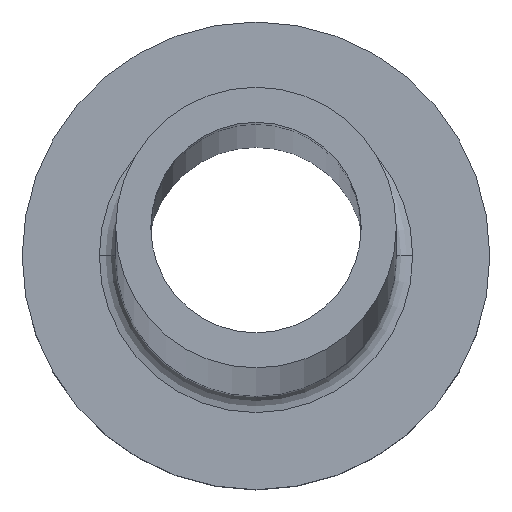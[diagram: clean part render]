
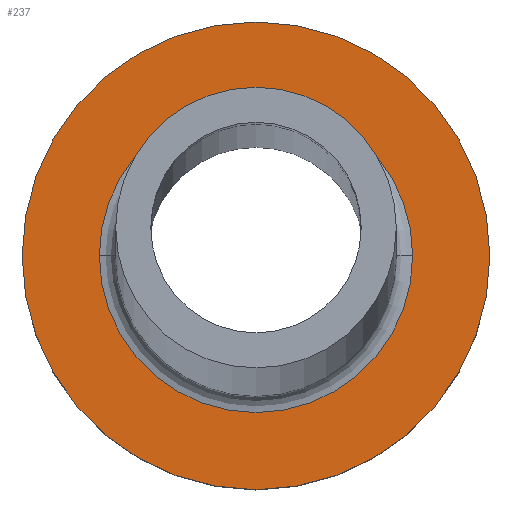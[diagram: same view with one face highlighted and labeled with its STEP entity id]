
A CAD part, top view. The second image highlights one B-rep face of the part: STEP entity #237.
In plain terms, the highlighted planar face has unit normal (0, 0, 1).
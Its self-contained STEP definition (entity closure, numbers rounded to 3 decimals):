
#3 = DIRECTION ( 'NONE',  ( 0., 0., -1. ) ) ;
#4 = EDGE_CURVE ( 'NONE', #301, #63, #240, .T. ) ;
#16 = ORIENTED_EDGE ( 'NONE', *, *, #4, .T. ) ;
#38 = CARTESIAN_POINT ( 'NONE',  ( 0., 0., 7. ) ) ;
#57 = CARTESIAN_POINT ( 'NONE',  ( 0., 0., 7. ) ) ;
#63 = VERTEX_POINT ( 'NONE', #365 ) ;
#69 = DIRECTION ( 'NONE',  ( 0., 0., -1. ) ) ;
#71 = CARTESIAN_POINT ( 'NONE',  ( 0., 0., 7. ) ) ;
#73 = EDGE_CURVE ( 'NONE', #245, #235, #93, .T. ) ;
#78 = CARTESIAN_POINT ( 'NONE',  ( -10., 0., 7. ) ) ;
#79 = CARTESIAN_POINT ( 'NONE',  ( 0., 0., 7. ) ) ;
#93 = CIRCLE ( 'NONE', #432, 6.7 ) ;
#98 = PLANE ( 'NONE',  #286 ) ;
#99 = ORIENTED_EDGE ( 'NONE', *, *, #170, .T. ) ;
#102 = EDGE_LOOP ( 'NONE', ( #16, #99 ) ) ;
#105 = ORIENTED_EDGE ( 'NONE', *, *, #73, .T. ) ;
#150 = DIRECTION ( 'NONE',  ( 1., 0., 0. ) ) ;
#170 = EDGE_CURVE ( 'NONE', #63, #301, #190, .T. ) ;
#177 = EDGE_CURVE ( 'NONE', #235, #245, #319, .T. ) ;
#182 = CARTESIAN_POINT ( 'NONE',  ( 6.7, 0., 7. ) ) ;
#189 = CARTESIAN_POINT ( 'NONE',  ( 0., 0., 7. ) ) ;
#190 = CIRCLE ( 'NONE', #439, 10. ) ;
#203 = DIRECTION ( 'NONE',  ( 0., 0., 1. ) ) ;
#217 = DIRECTION ( 'NONE',  ( 1., 0., 0. ) ) ;
#235 = VERTEX_POINT ( 'NONE', #182 ) ;
#237 = ADVANCED_FACE ( 'NONE', ( #392, #380 ), #98, .T. ) ;
#238 = DIRECTION ( 'NONE',  ( 1., 0., 0. ) ) ;
#240 = CIRCLE ( 'NONE', #381, 10. ) ;
#245 = VERTEX_POINT ( 'NONE', #352 ) ;
#265 = ORIENTED_EDGE ( 'NONE', *, *, #177, .T. ) ;
#286 = AXIS2_PLACEMENT_3D ( 'NONE', #71, #309, #327 ) ;
#297 = DIRECTION ( 'NONE',  ( 1., 0., 0. ) ) ;
#301 = VERTEX_POINT ( 'NONE', #78 ) ;
#309 = DIRECTION ( 'NONE',  ( 0., 0., 1. ) ) ;
#319 = CIRCLE ( 'NONE', #358, 6.7 ) ;
#327 = DIRECTION ( 'NONE',  ( 1., 0., 0. ) ) ;
#352 = CARTESIAN_POINT ( 'NONE',  ( -6.7, 0., 7. ) ) ;
#358 = AXIS2_PLACEMENT_3D ( 'NONE', #38, #69, #150 ) ;
#365 = CARTESIAN_POINT ( 'NONE',  ( 10., 0., 7. ) ) ;
#380 = FACE_OUTER_BOUND ( 'NONE', #102, .T. ) ;
#381 = AXIS2_PLACEMENT_3D ( 'NONE', #57, #203, #238 ) ;
#385 = EDGE_LOOP ( 'NONE', ( #265, #105 ) ) ;
#388 = DIRECTION ( 'NONE',  ( 0., 0., 1. ) ) ;
#392 = FACE_BOUND ( 'NONE', #385, .T. ) ;
#432 = AXIS2_PLACEMENT_3D ( 'NONE', #189, #3, #217 ) ;
#439 = AXIS2_PLACEMENT_3D ( 'NONE', #79, #388, #297 ) ;
